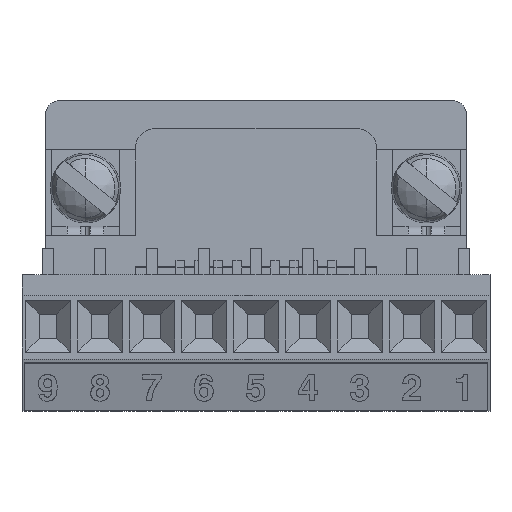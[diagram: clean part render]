
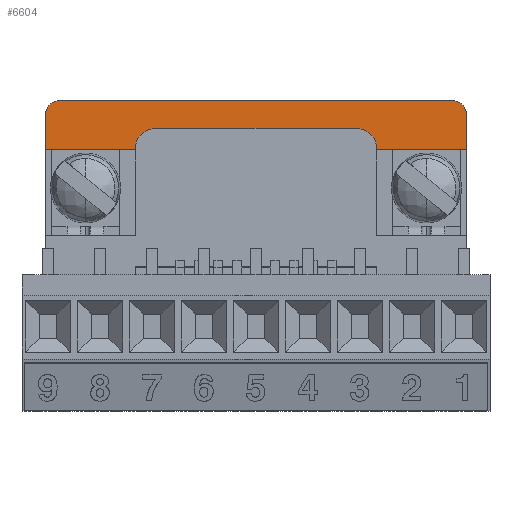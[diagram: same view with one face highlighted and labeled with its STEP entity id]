
A CAD part, top view. The second image highlights one B-rep face of the part: STEP entity #6604.
In plain terms, the highlighted planar face has unit normal (0, 0, 1).
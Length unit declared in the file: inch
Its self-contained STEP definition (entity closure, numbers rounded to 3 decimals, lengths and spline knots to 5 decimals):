
#552 = ORIENTED_EDGE ( 'NONE', *, *, #6374, .T. ) ;
#702 = LINE ( 'NONE', #32457, #1697 ) ;
#1170 = DIRECTION ( 'NONE',  ( 0., 0., 1. ) ) ;
#1264 = VECTOR ( 'NONE', #21599, 39.37008 ) ;
#1290 = DIRECTION ( 'NONE',  ( 1., 0., 0. ) ) ;
#1697 = VECTOR ( 'NONE', #14858, 39.37008 ) ;
#2589 = CARTESIAN_POINT ( 'NONE',  ( 0.13248, 0.50394, -0.24983 ) ) ;
#3246 = CARTESIAN_POINT ( 'NONE',  ( -0.78307, 0.36417, -0.24983 ) ) ;
#3744 = PLANE ( 'NONE',  #29057 ) ;
#4145 = CIRCLE ( 'NONE', #44717, 0.05906 ) ;
#4202 = DIRECTION ( 'NONE',  ( 1., 0., 0. ) ) ;
#4389 = CARTESIAN_POINT ( 'NONE',  ( -0.72402, 0.42323, -0.24983 ) ) ;
#4475 = AXIS2_PLACEMENT_3D ( 'NONE', #30683, #10509, #13302 ) ;
#4653 = CARTESIAN_POINT ( 'NONE',  ( -0.43465, 0., -0.24983 ) ) ;
#4821 = ORIENTED_EDGE ( 'NONE', *, *, #41819, .T. ) ;
#4935 = DIRECTION ( 'NONE',  ( 0., 0., -1. ) ) ;
#5017 = CARTESIAN_POINT ( 'NONE',  ( -0.43465, 0.42323, -0.24983 ) ) ;
#5908 = DIRECTION ( 'NONE',  ( 1., 0., 0. ) ) ;
#6374 = EDGE_CURVE ( 'NONE', #13418, #23201, #702, .T. ) ;
#6565 = CARTESIAN_POINT ( 'NONE',  ( -1.04114, 0.36417, -0.24983 ) ) ;
#6604 = ADVANCED_FACE ( 'NONE', ( #32923 ), #3744, .T. ) ;
#6640 = ORIENTED_EDGE ( 'NONE', *, *, #37519, .F. ) ;
#8310 = EDGE_LOOP ( 'NONE', ( #9099, #45408, #552, #37978, #14327, #4821, #41592, #33035, #37791, #6640 ) ) ;
#9099 = ORIENTED_EDGE ( 'NONE', *, *, #19961, .T. ) ;
#9383 = LINE ( 'NONE', #5017, #28019 ) ;
#9393 = VERTEX_POINT ( 'NONE', #17797 ) ;
#10116 = VECTOR ( 'NONE', #1290, 39.37008 ) ;
#10254 = LINE ( 'NONE', #38224, #1264 ) ;
#10390 = CIRCLE ( 'NONE', #4475, 0.03937 ) ;
#10509 = DIRECTION ( 'NONE',  ( 0., 0., 1. ) ) ;
#11921 = VERTEX_POINT ( 'NONE', #39951 ) ;
#11939 = CARTESIAN_POINT ( 'NONE',  ( -0.43465, 0.50394, -0.24983 ) ) ;
#13302 = DIRECTION ( 'NONE',  ( -1., 0., 0. ) ) ;
#13418 = VERTEX_POINT ( 'NONE', #6565 ) ;
#14327 = ORIENTED_EDGE ( 'NONE', *, *, #14888, .T. ) ;
#14858 = DIRECTION ( 'NONE',  ( 1., 0., 0. ) ) ;
#14888 = EDGE_CURVE ( 'NONE', #21655, #17697, #9383, .T. ) ;
#14919 = CARTESIAN_POINT ( 'NONE',  ( 0.13248, 0.46457, -0.24983 ) ) ;
#15965 = CARTESIAN_POINT ( 'NONE',  ( -0.08622, 0.36417, -0.24983 ) ) ;
#16739 = CIRCLE ( 'NONE', #27820, 0.03937 ) ;
#17697 = VERTEX_POINT ( 'NONE', #26565 ) ;
#17797 = CARTESIAN_POINT ( 'NONE',  ( -1.00177, 0.50394, -0.24983 ) ) ;
#19088 = DIRECTION ( 'NONE',  ( 1., 0., 0. ) ) ;
#19961 = EDGE_CURVE ( 'NONE', #9393, #11921, #10390, .T. ) ;
#21599 = DIRECTION ( 'NONE',  ( 0., 1., 0. ) ) ;
#21655 = VERTEX_POINT ( 'NONE', #4389 ) ;
#22805 = EDGE_CURVE ( 'NONE', #35194, #23017, #10254, .T. ) ;
#23017 = VERTEX_POINT ( 'NONE', #32489 ) ;
#23040 = DIRECTION ( 'NONE',  ( 1., 0., 0. ) ) ;
#23201 = VERTEX_POINT ( 'NONE', #3246 ) ;
#25546 = DIRECTION ( 'NONE',  ( 0., 0., 1. ) ) ;
#26171 = VECTOR ( 'NONE', #23040, 39.37008 ) ;
#26565 = CARTESIAN_POINT ( 'NONE',  ( -0.14528, 0.42323, -0.24983 ) ) ;
#27820 = AXIS2_PLACEMENT_3D ( 'NONE', #14919, #25546, #39614 ) ;
#27824 = VERTEX_POINT ( 'NONE', #2589 ) ;
#28019 = VECTOR ( 'NONE', #5908, 39.37008 ) ;
#29057 = AXIS2_PLACEMENT_3D ( 'NONE', #4653, #1170, #4202 ) ;
#30676 = EDGE_CURVE ( 'NONE', #23017, #27824, #16739, .T. ) ;
#30683 = CARTESIAN_POINT ( 'NONE',  ( -1.00177, 0.46457, -0.24983 ) ) ;
#31794 = CARTESIAN_POINT ( 'NONE',  ( 0.17185, 0.36417, -0.24983 ) ) ;
#32457 = CARTESIAN_POINT ( 'NONE',  ( -0.43465, 0.36417, -0.24983 ) ) ;
#32489 = CARTESIAN_POINT ( 'NONE',  ( 0.17185, 0.46457, -0.24983 ) ) ;
#32923 = FACE_OUTER_BOUND ( 'NONE', #8310, .T. ) ;
#32981 = VECTOR ( 'NONE', #37834, 39.37008 ) ;
#33035 = ORIENTED_EDGE ( 'NONE', *, *, #22805, .T. ) ;
#33692 = LINE ( 'NONE', #11939, #26171 ) ;
#34544 = EDGE_CURVE ( 'NONE', #41472, #35194, #40801, .T. ) ;
#35194 = VERTEX_POINT ( 'NONE', #31794 ) ;
#36412 = CARTESIAN_POINT ( 'NONE',  ( -0.72402, 0.36417, -0.24983 ) ) ;
#37519 = EDGE_CURVE ( 'NONE', #9393, #27824, #33692, .T. ) ;
#37527 = CIRCLE ( 'NONE', #43391, 0.05906 ) ;
#37586 = CARTESIAN_POINT ( 'NONE',  ( -0.43465, 0.36417, -0.24983 ) ) ;
#37791 = ORIENTED_EDGE ( 'NONE', *, *, #30676, .T. ) ;
#37834 = DIRECTION ( 'NONE',  ( 0., 1., 0. ) ) ;
#37978 = ORIENTED_EDGE ( 'NONE', *, *, #44965, .T. ) ;
#38224 = CARTESIAN_POINT ( 'NONE',  ( 0.17185, 0.50394, -0.24983 ) ) ;
#38687 = DIRECTION ( 'NONE',  ( 0., 0., -1. ) ) ;
#38736 = LINE ( 'NONE', #41963, #32981 ) ;
#39614 = DIRECTION ( 'NONE',  ( 1., 0., 0. ) ) ;
#39951 = CARTESIAN_POINT ( 'NONE',  ( -1.04114, 0.46457, -0.24983 ) ) ;
#40600 = EDGE_CURVE ( 'NONE', #13418, #11921, #38736, .T. ) ;
#40801 = LINE ( 'NONE', #37586, #10116 ) ;
#41472 = VERTEX_POINT ( 'NONE', #15965 ) ;
#41592 = ORIENTED_EDGE ( 'NONE', *, *, #34544, .T. ) ;
#41819 = EDGE_CURVE ( 'NONE', #17697, #41472, #4145, .T. ) ;
#41963 = CARTESIAN_POINT ( 'NONE',  ( -1.04114, 0.50394, -0.24983 ) ) ;
#43391 = AXIS2_PLACEMENT_3D ( 'NONE', #36412, #4935, #19088 ) ;
#44717 = AXIS2_PLACEMENT_3D ( 'NONE', #45123, #38687, #45355 ) ;
#44965 = EDGE_CURVE ( 'NONE', #23201, #21655, #37527, .T. ) ;
#45123 = CARTESIAN_POINT ( 'NONE',  ( -0.14528, 0.36417, -0.24983 ) ) ;
#45355 = DIRECTION ( 'NONE',  ( 1., 0., 0. ) ) ;
#45408 = ORIENTED_EDGE ( 'NONE', *, *, #40600, .F. ) ;
